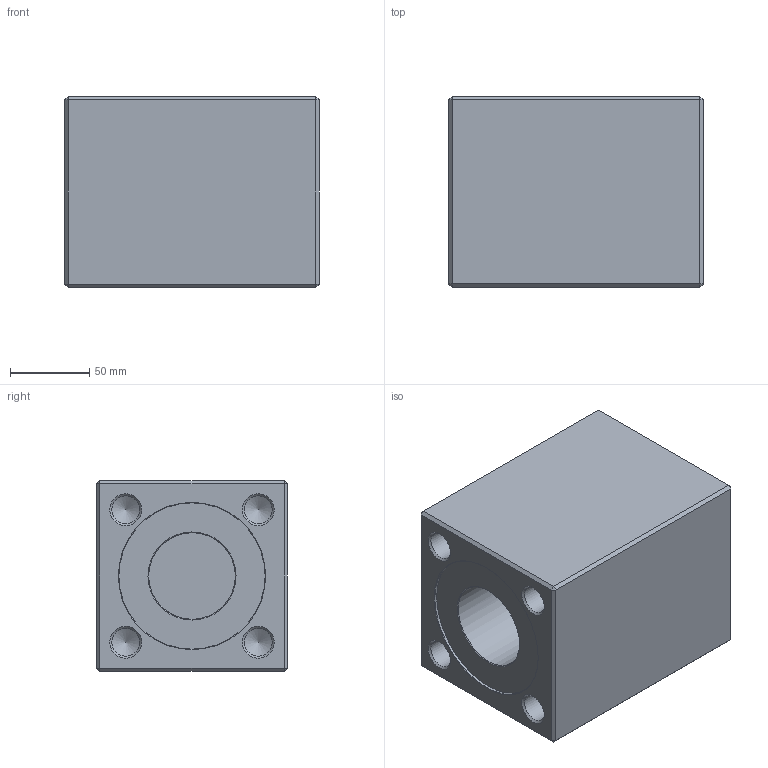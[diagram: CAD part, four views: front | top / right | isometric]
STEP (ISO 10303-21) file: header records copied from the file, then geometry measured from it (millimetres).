
FILE_DESCRIPTION(/* description */ (''),/* implementation_level */ '2;1');
FILE_NAME(/* name */ 'X-FVH050-3.stp',/* time_stamp */ '2025-01-16T13:36:43+01:00',/* author */ (''),/* organization */ (''),/* preprocessor_version */ 'ST-DEVELOPER v16',/* originating_system */ 'SIEMENS PLM Software NX 10.0',/* authorisation */ '');
FILE_SCHEMA (('CONFIG_CONTROL_DESIGN'));
Length unit declared in the file: millimetre
Products named in the file (1): X-FVH050-3
Bounding box: 160 x 120 x 120 mm (x, y, z)
Volume: 1823152.1 mm3; surface area: 144542.9 mm2
Topology: 1 solids, 1 shells, 61 faces, 136 edges, 79 vertices
Faces by surface type: plane 29, cone 20, cylinder 12
Full cylindrical faces by diameter (mm): 17.5 x8, 54.5 x2, 92.11 x2
Entity records: 1440 total; most frequent: DIRECTION 246, CARTESIAN_POINT 216, ORIENTED_EDGE 170, AXIS2_PLACEMENT_3D 99, EDGE_LOOP 98, EDGE_CURVE 85, FACE_BOUND 81, VERTEX_POINT 69
